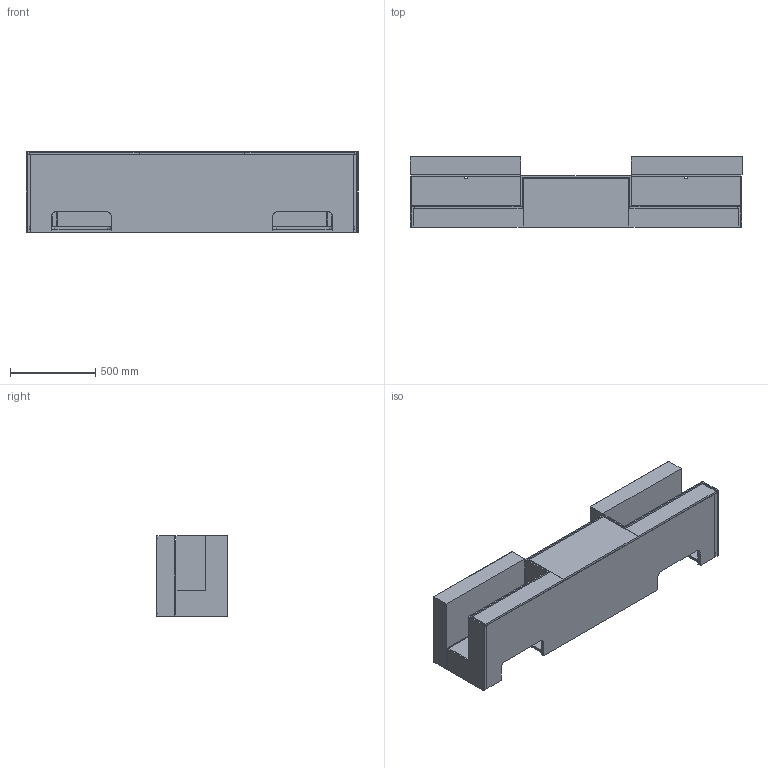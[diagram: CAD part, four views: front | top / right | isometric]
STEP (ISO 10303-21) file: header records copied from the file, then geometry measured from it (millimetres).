
FILE_DESCRIPTION (( 'STEP AP214' ), '1' );
FILE_NAME ('SCA6-1950.STEP', '2020-06-26T09:20:40', ( 'User' ), ( '' ), 'SwSTEP 2.0', 'SolidWorks 2019', '' );
FILE_SCHEMA (( 'AUTOMOTIVE_DESIGN' ));
Length unit declared in the file: millimetre
Products named in the file (2): SCA6-1950
Bounding box: 1950 x 414 x 470 mm (x, y, z)
Volume: 88071252.8 mm3; surface area: 12751458.2 mm2
Topology: 46 solids, 46 shells, 810 faces, 2000 edges, 1278 vertices
Faces by surface type: plane 536, cylinder 142, bspline 96, torus 32, cone 4
Entity records: 35187 total; most frequent: CARTESIAN_POINT 16606, ORIENTED_EDGE 3984, DIRECTION 3266, EDGE_CURVE 1992, LINE 1322, VECTOR 1322, VERTEX_POINT 1278, AXIS2_PLACEMENT_3D 972
